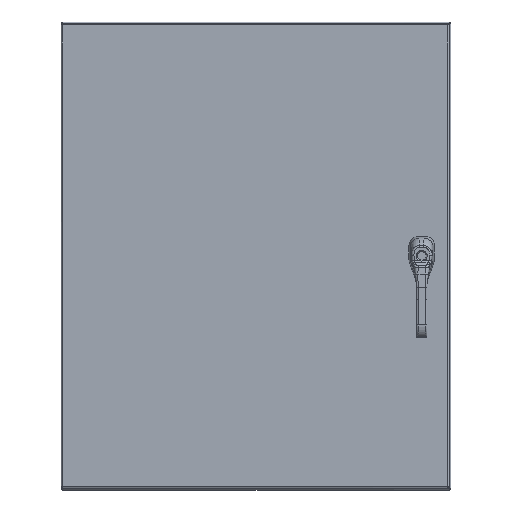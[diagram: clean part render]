
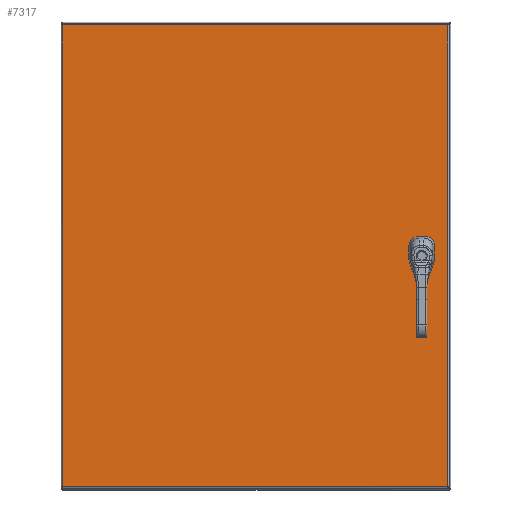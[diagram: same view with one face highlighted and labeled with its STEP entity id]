
A CAD part, top view. The second image highlights one B-rep face of the part: STEP entity #7317.
In plain terms, the highlighted face is planar.
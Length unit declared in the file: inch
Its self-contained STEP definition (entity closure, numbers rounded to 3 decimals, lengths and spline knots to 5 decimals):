
#5508=CARTESIAN_POINT('',(2.33762,18.275,0.0));
#5509=VERTEX_POINT('',#5508);
#5516=CARTESIAN_POINT('',(2.525,18.08762,0.0));
#5517=VERTEX_POINT('',#5516);
#5518=CARTESIAN_POINT('',(2.125,17.875,0.0));
#5519=DIRECTION('',(0.0,0.0,1.0));
#5520=DIRECTION('',(-0.469,-0.883,0.0));
#5521=AXIS2_PLACEMENT_3D('',#5518,#5519,#5520);
#5522=CIRCLE('',#5521,0.453);
#5523=EDGE_CURVE('',#5517,#5509,#5522,.T.);
#5548=CARTESIAN_POINT('',(2.525,17.66238,0.0));
#5549=VERTEX_POINT('',#5548);
#5550=CARTESIAN_POINT('',(2.525,17.66238,0.0));
#5551=DIRECTION('',(0.0,1.0,0.0));
#5552=VECTOR('',#5551,0.42525);
#5553=LINE('',#5550,#5552);
#5554=EDGE_CURVE('',#5549,#5517,#5553,.T.);
#5580=CARTESIAN_POINT('',(2.33762,17.475,0.0));
#5581=VERTEX_POINT('',#5580);
#5582=CARTESIAN_POINT('',(2.125,17.875,0.0));
#5583=DIRECTION('',(0.0,0.0,1.0));
#5584=DIRECTION('',(-0.883,0.469,0.0));
#5585=AXIS2_PLACEMENT_3D('',#5582,#5583,#5584);
#5586=CIRCLE('',#5585,0.453);
#5587=EDGE_CURVE('',#5581,#5549,#5586,.T.);
#5612=CARTESIAN_POINT('',(1.91238,17.475,0.0));
#5613=VERTEX_POINT('',#5612);
#5614=CARTESIAN_POINT('',(1.91238,17.475,0.0));
#5615=DIRECTION('',(1.0,0.0,0.0));
#5616=VECTOR('',#5615,0.42525);
#5617=LINE('',#5614,#5616);
#5618=EDGE_CURVE('',#5613,#5581,#5617,.T.);
#5644=CARTESIAN_POINT('',(1.725,17.66238,0.0));
#5645=VERTEX_POINT('',#5644);
#5646=CARTESIAN_POINT('',(2.125,17.875,0.0));
#5647=DIRECTION('',(0.0,0.0,1.0));
#5648=DIRECTION('',(0.469,0.883,0.0));
#5649=AXIS2_PLACEMENT_3D('',#5646,#5647,#5648);
#5650=CIRCLE('',#5649,0.453);
#5651=EDGE_CURVE('',#5645,#5613,#5650,.T.);
#5676=CARTESIAN_POINT('',(1.725,18.08762,0.0));
#5677=VERTEX_POINT('',#5676);
#5678=CARTESIAN_POINT('',(1.725,18.08762,0.0));
#5679=DIRECTION('',(0.0,-1.0,0.0));
#5680=VECTOR('',#5679,0.42525);
#5681=LINE('',#5678,#5680);
#5682=EDGE_CURVE('',#5677,#5645,#5681,.T.);
#5708=CARTESIAN_POINT('',(1.91238,18.275,0.0));
#5709=VERTEX_POINT('',#5708);
#5710=CARTESIAN_POINT('',(2.125,17.875,0.0));
#5711=DIRECTION('',(0.0,0.0,1.0));
#5712=DIRECTION('',(0.883,-0.469,0.0));
#5713=AXIS2_PLACEMENT_3D('',#5710,#5711,#5712);
#5714=CIRCLE('',#5713,0.453);
#5715=EDGE_CURVE('',#5709,#5677,#5714,.T.);
#5738=CARTESIAN_POINT('',(2.33762,18.275,0.0));
#5739=DIRECTION('',(-1.0,0.0,0.0));
#5740=VECTOR('',#5739,0.42525);
#5741=LINE('',#5738,#5740);
#5742=EDGE_CURVE('',#5509,#5709,#5741,.T.);
#6325=CARTESIAN_POINT('',(29.76975,0.10525,0.));
#6326=VERTEX_POINT('',#6325);
#6337=CARTESIAN_POINT('',(29.76975,35.64475,0.));
#6338=VERTEX_POINT('',#6337);
#6339=CARTESIAN_POINT('',(29.76975,35.64475,0.0));
#6340=DIRECTION('',(0.0,-1.0,0.0));
#6341=VECTOR('',#6340,35.5395);
#6342=LINE('',#6339,#6341);
#6343=EDGE_CURVE('',#6338,#6326,#6342,.T.);
#6495=CARTESIAN_POINT('',(0.10525,0.10525,0.));
#6496=VERTEX_POINT('',#6495);
#6507=CARTESIAN_POINT('',(29.76975,0.10525,0.0));
#6508=DIRECTION('',(-1.0,0.0,0.0));
#6509=VECTOR('',#6508,29.6645);
#6510=LINE('',#6507,#6509);
#6511=EDGE_CURVE('',#6326,#6496,#6510,.T.);
#6772=CARTESIAN_POINT('',(0.10525,35.64475,0.));
#6773=VERTEX_POINT('',#6772);
#6784=CARTESIAN_POINT('',(0.10525,0.10525,0.0));
#6785=DIRECTION('',(0.0,1.0,0.0));
#6786=VECTOR('',#6785,35.5395);
#6787=LINE('',#6784,#6786);
#6788=EDGE_CURVE('',#6496,#6773,#6787,.T.);
#7053=CARTESIAN_POINT('',(0.10525,35.64475,0.0));
#7054=DIRECTION('',(1.0,0.0,0.0));
#7055=VECTOR('',#7054,29.6645);
#7056=LINE('',#7053,#7055);
#7057=EDGE_CURVE('',#6773,#6338,#7056,.T.);
#7296=CARTESIAN_POINT('',(14.9375,17.875,0.0));
#7297=DIRECTION('',(0.0,0.0,1.0));
#7298=DIRECTION('',(1.0,0.0,0.0));
#7299=AXIS2_PLACEMENT_3D('',#7296,#7297,#7298);
#7300=PLANE('',#7299);
#7301=ORIENTED_EDGE('',*,*,#6343,.T.);
#7302=ORIENTED_EDGE('',*,*,#6511,.T.);
#7303=ORIENTED_EDGE('',*,*,#6788,.T.);
#7304=ORIENTED_EDGE('',*,*,#7057,.T.);
#7305=EDGE_LOOP('',(#7301,#7302,#7303,#7304));
#7306=FACE_OUTER_BOUND('',#7305,.T.);
#7307=ORIENTED_EDGE('',*,*,#5523,.T.);
#7308=ORIENTED_EDGE('',*,*,#5742,.T.);
#7309=ORIENTED_EDGE('',*,*,#5715,.T.);
#7310=ORIENTED_EDGE('',*,*,#5682,.T.);
#7311=ORIENTED_EDGE('',*,*,#5651,.T.);
#7312=ORIENTED_EDGE('',*,*,#5618,.T.);
#7313=ORIENTED_EDGE('',*,*,#5587,.T.);
#7314=ORIENTED_EDGE('',*,*,#5554,.T.);
#7315=EDGE_LOOP('',(#7307,#7308,#7309,#7310,#7311,#7312,#7313,#7314));
#7316=FACE_BOUND('',#7315,.T.);
#7317=ADVANCED_FACE('',(#7306,#7316),#7300,.F.);
